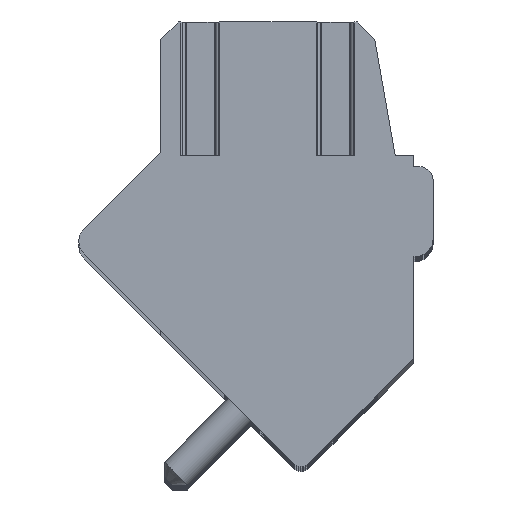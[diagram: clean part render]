
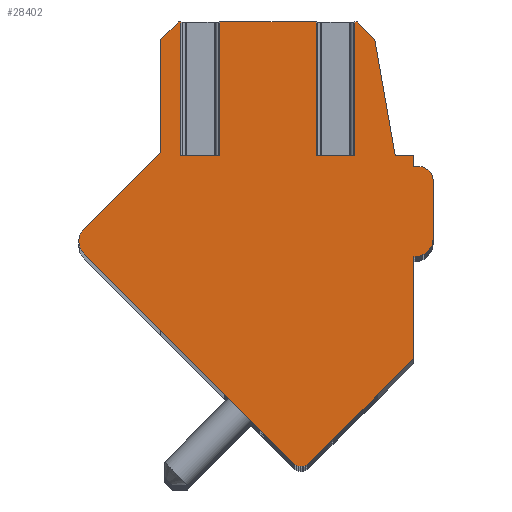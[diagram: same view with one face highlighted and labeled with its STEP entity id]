
A CAD part, top view. The second image highlights one B-rep face of the part: STEP entity #28402.
In plain terms, the highlighted planar face has unit normal (0, 0, 1).
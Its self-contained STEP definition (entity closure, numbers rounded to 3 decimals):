
#3374=DIRECTION('',(0.707,-0.707,0.));
#3375=VECTOR('',#3374,8.2);
#3376=CARTESIAN_POINT('',(-4.761,0.072,1.75));
#3377=LINE('',#3376,#3375);
#3916=DIRECTION('',(1.,0.,0.));
#3917=VECTOR('',#3916,1.07);
#3918=CARTESIAN_POINT('',(1.673,2.8,1.75));
#3919=LINE('',#3918,#3917);
#3920=DIRECTION('',(0.,1.,0.));
#3921=VECTOR('',#3920,3.7);
#3922=CARTESIAN_POINT('',(2.743,2.8,1.75));
#3923=LINE('',#3922,#3921);
#3924=DIRECTION('',(-1.,0.,0.));
#3925=VECTOR('',#3924,0.068);
#3926=CARTESIAN_POINT('',(2.811,6.5,1.75));
#3927=LINE('',#3926,#3925);
#3928=DIRECTION('',(-0.707,0.707,0.));
#3929=VECTOR('',#3928,0.677);
#3930=CARTESIAN_POINT('',(3.29,6.021,1.75));
#3931=LINE('',#3930,#3929);
#3932=DIRECTION('',(-0.174,0.985,0.));
#3933=VECTOR('',#3932,3.271);
#3934=CARTESIAN_POINT('',(3.858,2.8,1.75));
#3935=LINE('',#3934,#3933);
#3936=DIRECTION('',(-1.,0.,0.));
#3937=VECTOR('',#3936,0.5);
#3938=CARTESIAN_POINT('',(4.358,2.8,1.75));
#3939=LINE('',#3938,#3937);
#3940=DIRECTION('',(0.,1.,0.));
#3941=VECTOR('',#3940,0.3);
#3942=CARTESIAN_POINT('',(4.358,2.5,1.75));
#3943=LINE('',#3942,#3941);
#3944=DIRECTION('',(-1.,0.,0.));
#3945=VECTOR('',#3944,0.15);
#3946=CARTESIAN_POINT('',(4.508,2.5,1.75));
#3947=LINE('',#3946,#3945);
#3948=CARTESIAN_POINT('',(4.508,2.1,1.75));
#3949=DIRECTION('',(0.,0.,1.));
#3950=DIRECTION('',(1.,0.,0.));
#3951=AXIS2_PLACEMENT_3D('',#3948,#3949,#3950);
#3953=DIRECTION('',(0.,1.,0.));
#3954=VECTOR('',#3953,1.6);
#3955=CARTESIAN_POINT('',(4.908,0.5,1.75));
#3956=LINE('',#3955,#3954);
#3957=CARTESIAN_POINT('',(4.408,0.5,1.75));
#3958=DIRECTION('',(0.,0.,1.));
#3959=DIRECTION('',(0.,-1.,0.));
#3960=AXIS2_PLACEMENT_3D('',#3957,#3958,#3959);
#3962=DIRECTION('',(1.,0.,0.));
#3963=VECTOR('',#3962,0.05);
#3964=CARTESIAN_POINT('',(4.358,0.,1.75));
#3965=LINE('',#3964,#3963);
#3966=DIRECTION('',(0.,1.,0.));
#3967=VECTOR('',#3966,2.83);
#3968=CARTESIAN_POINT('',(4.358,-2.83,1.75));
#3969=LINE('',#3968,#3967);
#3970=DIRECTION('',(0.707,0.707,0.));
#3971=VECTOR('',#3970,4.096);
#3972=CARTESIAN_POINT('',(1.461,-5.727,1.75));
#3973=LINE('',#3972,#3971);
#3974=CARTESIAN_POINT('',(1.249,-5.515,1.75));
#3975=DIRECTION('',(0.,0.,1.));
#3976=DIRECTION('',(-0.707,-0.707,0.));
#3977=AXIS2_PLACEMENT_3D('',#3974,#3975,#3976);
#3979=CARTESIAN_POINT('',(-4.408,0.425,1.75));
#3980=DIRECTION('',(0.,0.,1.));
#3981=DIRECTION('',(-0.707,0.707,0.));
#3982=AXIS2_PLACEMENT_3D('',#3979,#3980,#3981);
#3984=DIRECTION('',(-0.707,-0.707,0.));
#3985=VECTOR('',#3984,2.997);
#3986=CARTESIAN_POINT('',(-2.642,2.898,1.75));
#3987=LINE('',#3986,#3985);
#3988=DIRECTION('',(0.,-1.,0.));
#3989=VECTOR('',#3988,3.111);
#3990=CARTESIAN_POINT('',(-2.642,6.009,1.75));
#3991=LINE('',#3990,#3989);
#3992=DIRECTION('',(-0.707,-0.707,0.));
#3993=VECTOR('',#3992,0.694);
#3994=CARTESIAN_POINT('',(-2.151,6.5,1.75));
#3995=LINE('',#3994,#3993);
#3996=DIRECTION('',(-1.,0.,0.));
#3997=VECTOR('',#3996,0.074);
#3998=CARTESIAN_POINT('',(-2.077,6.5,1.75));
#3999=LINE('',#3998,#3997);
#4000=DIRECTION('',(0.,1.,0.));
#4001=VECTOR('',#4000,3.7);
#4002=CARTESIAN_POINT('',(-2.077,2.8,1.75));
#4003=LINE('',#4002,#4001);
#4004=DIRECTION('',(1.,0.,0.));
#4005=VECTOR('',#4004,1.07);
#4006=CARTESIAN_POINT('',(-2.077,2.8,1.75));
#4007=LINE('',#4006,#4005);
#4008=DIRECTION('',(0.,1.,0.));
#4009=VECTOR('',#4008,3.7);
#4010=CARTESIAN_POINT('',(-1.007,2.8,1.75));
#4011=LINE('',#4010,#4009);
#4012=DIRECTION('',(-1.,0.,0.));
#4013=VECTOR('',#4012,2.68);
#4014=CARTESIAN_POINT('',(1.673,6.5,1.75));
#4015=LINE('',#4014,#4013);
#4016=DIRECTION('',(0.,1.,0.));
#4017=VECTOR('',#4016,3.7);
#4018=CARTESIAN_POINT('',(1.673,2.8,1.75));
#4019=LINE('',#4018,#4017);
#18765=CARTESIAN_POINT('',(1.673,2.8,1.75));
#18766=CARTESIAN_POINT('',(2.743,2.8,1.75));
#18767=VERTEX_POINT('',#18765);
#18768=VERTEX_POINT('',#18766);
#18769=CARTESIAN_POINT('',(2.743,6.5,1.75));
#18770=VERTEX_POINT('',#18769);
#18771=CARTESIAN_POINT('',(1.673,6.5,1.75));
#18772=VERTEX_POINT('',#18771);
#18785=CARTESIAN_POINT('',(-2.077,2.8,1.75));
#18786=CARTESIAN_POINT('',(-1.007,2.8,1.75));
#18787=VERTEX_POINT('',#18785);
#18788=VERTEX_POINT('',#18786);
#18789=CARTESIAN_POINT('',(-1.007,6.5,1.75));
#18790=VERTEX_POINT('',#18789);
#18791=CARTESIAN_POINT('',(-2.077,6.5,1.75));
#18792=VERTEX_POINT('',#18791);
#18883=CARTESIAN_POINT('',(1.037,-5.727,1.75));
#18884=CARTESIAN_POINT('',(1.461,-5.727,1.75));
#18885=VERTEX_POINT('',#18883);
#18886=VERTEX_POINT('',#18884);
#18887=CARTESIAN_POINT('',(4.358,-2.83,1.75));
#18888=VERTEX_POINT('',#18887);
#18889=CARTESIAN_POINT('',(4.358,0.,1.75));
#18890=VERTEX_POINT('',#18889);
#18891=CARTESIAN_POINT('',(4.408,0.,1.75));
#18892=VERTEX_POINT('',#18891);
#18893=CARTESIAN_POINT('',(4.908,0.5,1.75));
#18894=VERTEX_POINT('',#18893);
#18895=CARTESIAN_POINT('',(4.908,2.1,1.75));
#18896=VERTEX_POINT('',#18895);
#18897=CARTESIAN_POINT('',(4.508,2.5,1.75));
#18898=VERTEX_POINT('',#18897);
#18899=CARTESIAN_POINT('',(4.358,2.5,1.75));
#18900=VERTEX_POINT('',#18899);
#18901=CARTESIAN_POINT('',(4.358,2.8,1.75));
#18902=VERTEX_POINT('',#18901);
#18903=CARTESIAN_POINT('',(3.858,2.8,1.75));
#18904=VERTEX_POINT('',#18903);
#18905=CARTESIAN_POINT('',(3.29,6.021,1.75));
#18906=VERTEX_POINT('',#18905);
#18907=CARTESIAN_POINT('',(2.811,6.5,1.75));
#18908=VERTEX_POINT('',#18907);
#18909=CARTESIAN_POINT('',(-2.151,6.5,1.75));
#18910=CARTESIAN_POINT('',(-2.642,6.009,1.75));
#18911=VERTEX_POINT('',#18909);
#18912=VERTEX_POINT('',#18910);
#18913=CARTESIAN_POINT('',(-4.761,0.779,1.75));
#18914=CARTESIAN_POINT('',(-4.761,0.072,1.75));
#18915=VERTEX_POINT('',#18913);
#18916=VERTEX_POINT('',#18914);
#18921=CARTESIAN_POINT('',(-2.642,2.898,1.75));
#18923=VERTEX_POINT('',#18921);
#28359=CARTESIAN_POINT('',(0.,0.,1.75));
#28360=DIRECTION('',(0.,0.,1.));
#28361=DIRECTION('',(1.,0.,0.));
#28362=AXIS2_PLACEMENT_3D('',#28359,#28360,#28361);
#28363=PLANE('',#28362);
#28365=ORIENTED_EDGE('',*,*,#28364,.T.);
#28367=ORIENTED_EDGE('',*,*,#28366,.T.);
#28368=ORIENTED_EDGE('',*,*,#24115,.F.);
#28369=ORIENTED_EDGE('',*,*,#24415,.F.);
#28370=ORIENTED_EDGE('',*,*,#24429,.F.);
#28371=ORIENTED_EDGE('',*,*,#24443,.F.);
#28372=ORIENTED_EDGE('',*,*,#24640,.F.);
#28373=ORIENTED_EDGE('',*,*,#24656,.F.);
#28374=ORIENTED_EDGE('',*,*,#25418,.F.);
#28375=ORIENTED_EDGE('',*,*,#25775,.F.);
#28376=ORIENTED_EDGE('',*,*,#26132,.F.);
#28377=ORIENTED_EDGE('',*,*,#26489,.F.);
#28378=ORIENTED_EDGE('',*,*,#26853,.F.);
#28379=ORIENTED_EDGE('',*,*,#27650,.F.);
#28380=ORIENTED_EDGE('',*,*,#27924,.F.);
#28381=ORIENTED_EDGE('',*,*,#27701,.F.);
#28383=ORIENTED_EDGE('',*,*,#28382,.F.);
#28385=ORIENTED_EDGE('',*,*,#28384,.F.);
#28387=ORIENTED_EDGE('',*,*,#28386,.F.);
#28389=ORIENTED_EDGE('',*,*,#28388,.F.);
#28390=ORIENTED_EDGE('',*,*,#24147,.F.);
#28392=ORIENTED_EDGE('',*,*,#28391,.F.);
#28394=ORIENTED_EDGE('',*,*,#28393,.T.);
#28396=ORIENTED_EDGE('',*,*,#28395,.T.);
#28397=ORIENTED_EDGE('',*,*,#24131,.F.);
#28399=ORIENTED_EDGE('',*,*,#28398,.F.);
#28400=EDGE_LOOP('',(#28365,#28367,#28368,#28369,#28370,#28371,#28372,#28373,
#28374,#28375,#28376,#28377,#28378,#28379,#28380,#28381,#28383,#28385,#28387,
#28389,#28390,#28392,#28394,#28396,#28397,#28399));
#28401=FACE_OUTER_BOUND('',#28400,.F.);
#3952=CIRCLE('',#3951,0.4);
#3961=CIRCLE('',#3960,0.5);
#3978=CIRCLE('',#3977,0.3);
#3983=CIRCLE('',#3982,0.5);
#24115=EDGE_CURVE('',#18908,#18770,#3927,.T.);
#24131=EDGE_CURVE('',#18772,#18790,#4015,.T.);
#24147=EDGE_CURVE('',#18792,#18911,#3999,.T.);
#24415=EDGE_CURVE('',#18906,#18908,#3931,.T.);
#24429=EDGE_CURVE('',#18904,#18906,#3935,.T.);
#24443=EDGE_CURVE('',#18902,#18904,#3939,.T.);
#24640=EDGE_CURVE('',#18900,#18902,#3943,.T.);
#24656=EDGE_CURVE('',#18898,#18900,#3947,.T.);
#25418=EDGE_CURVE('',#18896,#18898,#3952,.T.);
#25775=EDGE_CURVE('',#18894,#18896,#3956,.T.);
#26132=EDGE_CURVE('',#18892,#18894,#3961,.T.);
#26489=EDGE_CURVE('',#18890,#18892,#3965,.T.);
#26853=EDGE_CURVE('',#18888,#18890,#3969,.T.);
#27650=EDGE_CURVE('',#18886,#18888,#3973,.T.);
#27701=EDGE_CURVE('',#18916,#18885,#3377,.T.);
#27924=EDGE_CURVE('',#18885,#18886,#3978,.T.);
#28364=EDGE_CURVE('',#18767,#18768,#3919,.T.);
#28366=EDGE_CURVE('',#18768,#18770,#3923,.T.);
#28382=EDGE_CURVE('',#18915,#18916,#3983,.T.);
#28384=EDGE_CURVE('',#18923,#18915,#3987,.T.);
#28386=EDGE_CURVE('',#18912,#18923,#3991,.T.);
#28388=EDGE_CURVE('',#18911,#18912,#3995,.T.);
#28391=EDGE_CURVE('',#18787,#18792,#4003,.T.);
#28393=EDGE_CURVE('',#18787,#18788,#4007,.T.);
#28395=EDGE_CURVE('',#18788,#18790,#4011,.T.);
#28398=EDGE_CURVE('',#18767,#18772,#4019,.T.);
#28402=ADVANCED_FACE('',(#28401),#28363,.T.);
